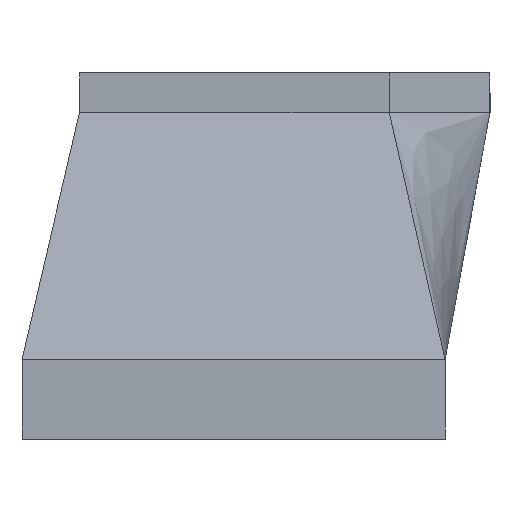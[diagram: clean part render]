
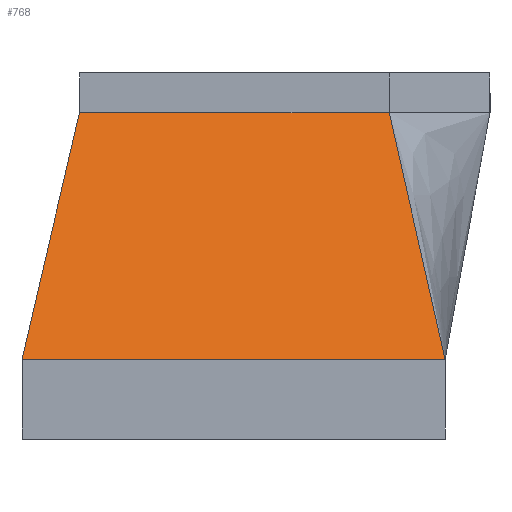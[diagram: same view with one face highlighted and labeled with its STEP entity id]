
A CAD part, left-side view. The second image highlights one B-rep face of the part: STEP entity #768.
In plain terms, the highlighted planar face has unit normal (-0.946, 0, 0.325).
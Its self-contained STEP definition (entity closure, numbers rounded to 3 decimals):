
#75 = CARTESIAN_POINT ( 'NONE',  ( -1., 24.246, -10. ) ) ;
#121 = ORIENTED_EDGE ( 'NONE', *, *, #467, .T. ) ;
#176 = CARTESIAN_POINT ( 'NONE',  ( -11.625, 17.248, -40.875 ) ) ;
#200 = CARTESIAN_POINT ( 'NONE',  ( -1., 101.843, -10. ) ) ;
#205 = VERTEX_POINT ( 'NONE', #655 ) ;
#237 = ORIENTED_EDGE ( 'NONE', *, *, #305, .F. ) ;
#305 = EDGE_CURVE ( 'NONE', #1159, #1129, #827, .T. ) ;
#306 = DIRECTION ( 'NONE',  ( -0.946, 0., 0.325 ) ) ;
#321 = DIRECTION ( 'NONE',  ( 0.318, -0.215, 0.923 ) ) ;
#409 = DIRECTION ( 'NONE',  ( 0.318, 0.21, 0.925 ) ) ;
#467 = EDGE_CURVE ( 'NONE', #870, #1129, #1032, .T. ) ;
#471 = AXIS2_PLACEMENT_3D ( 'NONE', #993, #306, #1112 ) ;
#536 = PLANE ( 'NONE',  #471 ) ;
#554 = EDGE_LOOP ( 'NONE', ( #1071, #1107, #121, #237 ) ) ;
#615 = VECTOR ( 'NONE', #831, 1000. ) ;
#655 = CARTESIAN_POINT ( 'NONE',  ( -22.25, 116.25, -71.75 ) ) ;
#660 = CARTESIAN_POINT ( 'NONE',  ( -22.25, 10.25, -71.75 ) ) ;
#768 = ADVANCED_FACE ( 'NONE', ( #1092 ), #536, .T. ) ;
#769 = CARTESIAN_POINT ( 'NONE',  ( -22.25, 116.25, -71.75 ) ) ;
#827 = LINE ( 'NONE', #1418, #1411 ) ;
#831 = DIRECTION ( 'NONE',  ( 0., -1., 0. ) ) ;
#835 = DIRECTION ( 'NONE',  ( 0., -1., 0. ) ) ;
#870 = VERTEX_POINT ( 'NONE', #660 ) ;
#993 = CARTESIAN_POINT ( 'NONE',  ( 2.183, 0., -0.751 ) ) ;
#1032 = LINE ( 'NONE', #176, #1269 ) ;
#1071 = ORIENTED_EDGE ( 'NONE', *, *, #1161, .F. ) ;
#1092 = FACE_OUTER_BOUND ( 'NONE', #554, .T. ) ;
#1105 = LINE ( 'NONE', #769, #1376 ) ;
#1107 = ORIENTED_EDGE ( 'NONE', *, *, #1424, .T. ) ;
#1112 = DIRECTION ( 'NONE',  ( -0.325, 0., -0.946 ) ) ;
#1129 = VERTEX_POINT ( 'NONE', #75 ) ;
#1159 = VERTEX_POINT ( 'NONE', #200 ) ;
#1161 = EDGE_CURVE ( 'NONE', #205, #1159, #1105, .T. ) ;
#1233 = LINE ( 'NONE', #1413, #615 ) ;
#1269 = VECTOR ( 'NONE', #409, 1000. ) ;
#1376 = VECTOR ( 'NONE', #321, 1000. ) ;
#1411 = VECTOR ( 'NONE', #835, 1000. ) ;
#1413 = CARTESIAN_POINT ( 'NONE',  ( -22.25, 116.25, -71.75 ) ) ;
#1418 = CARTESIAN_POINT ( 'NONE',  ( -1., 0., -10. ) ) ;
#1424 = EDGE_CURVE ( 'NONE', #205, #870, #1233, .T. ) ;
